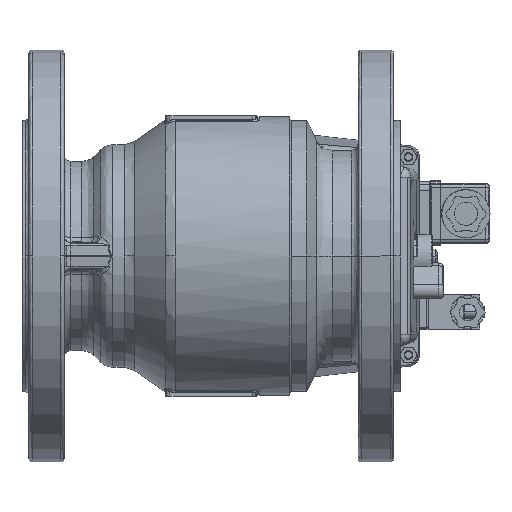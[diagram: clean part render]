
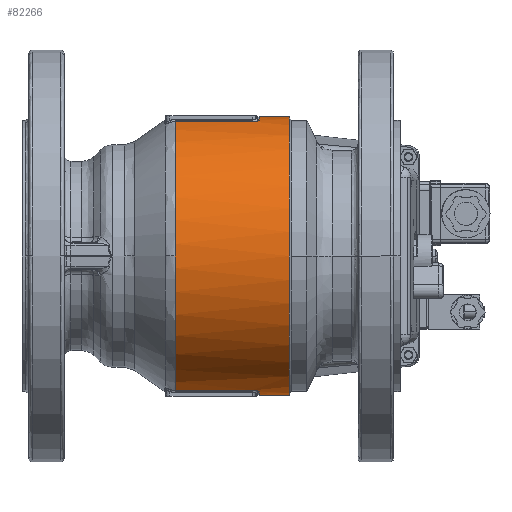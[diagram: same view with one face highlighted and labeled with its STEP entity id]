
A CAD part, front view. The second image highlights one B-rep face of the part: STEP entity #82266.
In plain terms, the highlighted cylindrical face has radius 62.5 mm (diameter 125 mm), a partial arc.
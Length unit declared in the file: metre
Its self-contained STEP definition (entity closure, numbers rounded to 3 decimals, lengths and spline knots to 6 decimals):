
#2124 = EDGE_CURVE ( 'NONE', #68782, #80427, #39999, .T. ) ;
#6168 = CARTESIAN_POINT ( 'NONE',  ( 0.00009, -0.02661, 0.247881 ) ) ;
#6292 = VERTEX_POINT ( 'NONE', #77969 ) ;
#6425 = ORIENTED_EDGE ( 'NONE', *, *, #81891, .T. ) ;
#8755 = CARTESIAN_POINT ( 'NONE',  ( -0.03532, -0.010473, 0.1875 ) ) ;
#10197 = CARTESIAN_POINT ( 'NONE',  ( 0.00223, -0.024513, 0.126596 ) ) ;
#11313 = ORIENTED_EDGE ( 'NONE', *, *, #29637, .T. ) ;
#11976 = AXIS2_PLACEMENT_3D ( 'NONE', #30721, #62048, #67779 ) ;
#12339 = CARTESIAN_POINT ( 'NONE',  ( 0.000556, -0.026444, 0.247925 ) ) ;
#13560 = DIRECTION ( 'NONE',  ( -1., 0., 0. ) ) ;
#13636 = CARTESIAN_POINT ( 'NONE',  ( 0.000821, -0.026309, 0.247961 ) ) ;
#14331 = ORIENTED_EDGE ( 'NONE', *, *, #53804, .T. ) ;
#14596 = CARTESIAN_POINT ( 'NONE',  ( -0.000694, -0.026713, 0.247853 ) ) ;
#15516 = VECTOR ( 'NONE', #13560, 1. ) ;
#16625 = DIRECTION ( 'NONE',  ( 1., 0., 0. ) ) ;
#16767 = CARTESIAN_POINT ( 'NONE',  ( 0.001716, -0.025556, 0.126847 ) ) ;
#17071 = EDGE_CURVE ( 'NONE', #45381, #29170, #86626, .T. ) ;
#17181 = CARTESIAN_POINT ( 'NONE',  ( 0.002306, -0.023761, 0.126429 ) ) ;
#17323 = ORIENTED_EDGE ( 'NONE', *, *, #64484, .T. ) ;
#18041 = CARTESIAN_POINT ( 'NONE',  ( -0.000498, -0.026708, 0.127146 ) ) ;
#18042 = DIRECTION ( 'NONE',  ( 1., 0., 0. ) ) ;
#19025 = CARTESIAN_POINT ( 'NONE',  ( 0.01594, -0.010473, 0.25 ) ) ;
#19756 = CARTESIAN_POINT ( 'NONE',  ( -0.000005, -0.026634, 0.247875 ) ) ;
#20154 = EDGE_CURVE ( 'NONE', #6292, #80300, #49844, .T. ) ;
#21129 = CARTESIAN_POINT ( 'NONE',  ( 0.002306, -0.010473, 0.125 ) ) ;
#23284 = CARTESIAN_POINT ( 'NONE',  ( 0.000654, -0.026401, 0.127064 ) ) ;
#23715 = CARTESIAN_POINT ( 'NONE',  ( 0.001154, -0.026093, 0.126983 ) ) ;
#24125 = CARTESIAN_POINT ( 'NONE',  ( 0.002, -0.02506, 0.248275 ) ) ;
#25415 = LINE ( 'NONE', #57815, #41919 ) ;
#27349 = CARTESIAN_POINT ( 'NONE',  ( -0.009257, -0.026713, 0.127147 ) ) ;
#27380 = AXIS2_PLACEMENT_3D ( 'NONE', #31794, #31356, #32236 ) ;
#28610 = AXIS2_PLACEMENT_3D ( 'NONE', #39184, #79483, #47045 ) ;
#29085 = DIRECTION ( 'NONE',  ( 1., 0., 0. ) ) ;
#29170 = VERTEX_POINT ( 'NONE', #31088 ) ;
#29637 = EDGE_CURVE ( 'NONE', #80300, #71126, #25415, .T. ) ;
#30721 = CARTESIAN_POINT ( 'NONE',  ( 0.002306, -0.010473, 0.1875 ) ) ;
#31088 = CARTESIAN_POINT ( 'NONE',  ( 0.002306, -0.010473, 0.25 ) ) ;
#31356 = DIRECTION ( 'NONE',  ( -1., 0., 0. ) ) ;
#31794 = CARTESIAN_POINT ( 'NONE',  ( -0.009257, -0.010473, 0.1875 ) ) ;
#32184 = EDGE_CURVE ( 'NONE', #75455, #68782, #60606, .T. ) ;
#32236 = DIRECTION ( 'NONE',  ( 0., 0., 1. ) ) ;
#32848 = CARTESIAN_POINT ( 'NONE',  ( 0.000279, -0.026553, 0.247896 ) ) ;
#35247 = DIRECTION ( 'NONE',  ( 0., 0., 1. ) ) ;
#36849 = CARTESIAN_POINT ( 'NONE',  ( -0.0003, -0.026688, 0.12714 ) ) ;
#37256 = CARTESIAN_POINT ( 'NONE',  ( 0.002229, -0.024515, 0.248404 ) ) ;
#38136 = CARTESIAN_POINT ( 'NONE',  ( 0.000092, -0.026613, 0.12712 ) ) ;
#38488 = CARTESIAN_POINT ( 'NONE',  ( -0.000694, -0.026713, 0.127147 ) ) ;
#38986 = CARTESIAN_POINT ( 'NONE',  ( -0.000497, -0.026713, 0.247853 ) ) ;
#39178 = CARTESIAN_POINT ( 'NONE',  ( 0.01594, -0.010473, 0.125 ) ) ;
#39184 = CARTESIAN_POINT ( 'NONE',  ( 0.01594, -0.010473, 0.1875 ) ) ;
#39792 = ORIENTED_EDGE ( 'NONE', *, *, #57290, .T. ) ;
#39999 = B_SPLINE_CURVE_WITH_KNOTS ( 'NONE', 3,
 ( #63113, #77991, #18041, #36849, #56549, #38136, #83274, #23284, #49991, #23715, #76700, #16767, #43426, #10197, #77137, #17181 ),
 .UNSPECIFIED., .F., .F.,
 ( 4, 2, 2, 2, 2, 2, 2, 4 ),
 ( 0., 0.0625, 0.125, 0.25, 0.375, 0.5, 0.75, 1. ),
 .UNSPECIFIED. ) ;
#41555 = DIRECTION ( 'NONE',  ( 0., 0., 1. ) ) ;
#41745 = EDGE_CURVE ( 'NONE', #67392, #45381, #66362, .T. ) ;
#41919 = VECTOR ( 'NONE', #84520, 1. ) ;
#43426 = CARTESIAN_POINT ( 'NONE',  ( 0.001928, -0.025237, 0.126768 ) ) ;
#45381 = VERTEX_POINT ( 'NONE', #19025 ) ;
#45997 = CARTESIAN_POINT ( 'NONE',  ( 0.001695, -0.025549, 0.248155 ) ) ;
#47045 = DIRECTION ( 'NONE',  ( 0., 0., 1. ) ) ;
#47955 = DIRECTION ( 'NONE',  ( 1., 0., 0. ) ) ;
#49844 = B_SPLINE_CURVE_WITH_KNOTS ( 'NONE', 3,
 ( #63958, #77119, #37256, #24125, #77537, #45997, #79286, #73549, #85404, #65260, #13636, #52989, #12339, #66133, #32848, #6168, #19756, #86268, #38986, #80143 ),
 .UNSPECIFIED., .F., .F.,
 ( 4, 2, 2, 2, 2, 2, 2, 2, 2, 4 ),
 ( 0., 0.25, 0.375, 0.5, 0.625, 0.6875, 0.75, 0.8125, 0.875, 1. ),
 .UNSPECIFIED. ) ;
#49991 = CARTESIAN_POINT ( 'NONE',  ( 0.000829, -0.026309, 0.127039 ) ) ;
#51266 = LINE ( 'NONE', #77138, #57915 ) ;
#52659 = CIRCLE ( 'NONE', #61108, 0.0625 ) ;
#52989 = CARTESIAN_POINT ( 'NONE',  ( 0.000647, -0.026401, 0.247937 ) ) ;
#53246 = ORIENTED_EDGE ( 'NONE', *, *, #17071, .T. ) ;
#53804 = EDGE_CURVE ( 'NONE', #79355, #67392, #51266, .T. ) ;
#55308 = CIRCLE ( 'NONE', #11976, 0.0625 ) ;
#56549 = CARTESIAN_POINT ( 'NONE',  ( -0.0002, -0.026673, 0.127136 ) ) ;
#56808 = ORIENTED_EDGE ( 'NONE', *, *, #32184, .T. ) ;
#56963 = CARTESIAN_POINT ( 'NONE',  ( 0.002306, -0.023761, 0.126429 ) ) ;
#57290 = EDGE_CURVE ( 'NONE', #71126, #75455, #52659, .T. ) ;
#57645 = FACE_OUTER_BOUND ( 'NONE', #71993, .T. ) ;
#57815 = CARTESIAN_POINT ( 'NONE',  ( -0.009257, -0.026713, 0.247853 ) ) ;
#57915 = VECTOR ( 'NONE', #18042, 1. ) ;
#58504 = CYLINDRICAL_SURFACE ( 'NONE', #27380, 0.0625 ) ;
#58965 = CARTESIAN_POINT ( 'NONE',  ( -0.03532, -0.026713, 0.247853 ) ) ;
#60606 = LINE ( 'NONE', #27349, #63148 ) ;
#61108 = AXIS2_PLACEMENT_3D ( 'NONE', #8755, #16625, #41555 ) ;
#62048 = DIRECTION ( 'NONE',  ( 1., 0., 0. ) ) ;
#63113 = CARTESIAN_POINT ( 'NONE',  ( -0.000694, -0.026713, 0.127147 ) ) ;
#63148 = VECTOR ( 'NONE', #29085, 1. ) ;
#63958 = CARTESIAN_POINT ( 'NONE',  ( 0.002306, -0.023761, 0.248571 ) ) ;
#64484 = EDGE_CURVE ( 'NONE', #80427, #79355, #83749, .T. ) ;
#65260 = CARTESIAN_POINT ( 'NONE',  ( 0.000905, -0.026259, 0.247974 ) ) ;
#65623 = AXIS2_PLACEMENT_3D ( 'NONE', #82536, #47955, #35247 ) ;
#66133 = CARTESIAN_POINT ( 'NONE',  ( 0.000372, -0.02652, 0.247905 ) ) ;
#66362 = CIRCLE ( 'NONE', #28610, 0.0625 ) ;
#67392 = VERTEX_POINT ( 'NONE', #39178 ) ;
#67779 = DIRECTION ( 'NONE',  ( 0., 0., 1. ) ) ;
#68782 = VERTEX_POINT ( 'NONE', #38488 ) ;
#69961 = ORIENTED_EDGE ( 'NONE', *, *, #20154, .T. ) ;
#71126 = VERTEX_POINT ( 'NONE', #58965 ) ;
#71993 = EDGE_LOOP ( 'NONE', ( #14331, #84082, #53246, #6425, #69961, #11313, #39792, #56808, #84693, #17323 ) ) ;
#72182 = CARTESIAN_POINT ( 'NONE',  ( -0.009257, -0.010473, 0.25 ) ) ;
#73015 = CARTESIAN_POINT ( 'NONE',  ( -0.03532, -0.026713, 0.127147 ) ) ;
#73549 = CARTESIAN_POINT ( 'NONE',  ( 0.001298, -0.025975, 0.248047 ) ) ;
#75455 = VERTEX_POINT ( 'NONE', #73015 ) ;
#76700 = CARTESIAN_POINT ( 'NONE',  ( 0.001306, -0.025968, 0.126951 ) ) ;
#77119 = CARTESIAN_POINT ( 'NONE',  ( 0.002306, -0.024141, 0.248489 ) ) ;
#77137 = CARTESIAN_POINT ( 'NONE',  ( 0.002306, -0.024142, 0.126512 ) ) ;
#77138 = CARTESIAN_POINT ( 'NONE',  ( -0.009257, -0.010473, 0.125 ) ) ;
#77537 = CARTESIAN_POINT ( 'NONE',  ( 0.001909, -0.02523, 0.248233 ) ) ;
#77969 = CARTESIAN_POINT ( 'NONE',  ( 0.002306, -0.023761, 0.248571 ) ) ;
#77991 = CARTESIAN_POINT ( 'NONE',  ( -0.000596, -0.026713, 0.127147 ) ) ;
#79286 = CARTESIAN_POINT ( 'NONE',  ( 0.001574, -0.025697, 0.248118 ) ) ;
#79355 = VERTEX_POINT ( 'NONE', #21129 ) ;
#79483 = DIRECTION ( 'NONE',  ( -1., 0., 0. ) ) ;
#80143 = CARTESIAN_POINT ( 'NONE',  ( -0.000694, -0.026713, 0.247853 ) ) ;
#80300 = VERTEX_POINT ( 'NONE', #14596 ) ;
#80427 = VERTEX_POINT ( 'NONE', #56963 ) ;
#81891 = EDGE_CURVE ( 'NONE', #29170, #6292, #55308, .T. ) ;
#82266 = ADVANCED_FACE ( 'NONE', ( #57645 ), #58504, .T. ) ;
#82536 = CARTESIAN_POINT ( 'NONE',  ( 0.002306, -0.010473, 0.1875 ) ) ;
#83274 = CARTESIAN_POINT ( 'NONE',  ( 0.00028, -0.026556, 0.127105 ) ) ;
#83749 = CIRCLE ( 'NONE', #65623, 0.0625 ) ;
#84082 = ORIENTED_EDGE ( 'NONE', *, *, #41745, .T. ) ;
#84520 = DIRECTION ( 'NONE',  ( -1., 0., 0. ) ) ;
#84693 = ORIENTED_EDGE ( 'NONE', *, *, #2124, .T. ) ;
#85404 = CARTESIAN_POINT ( 'NONE',  ( 0.001148, -0.026098, 0.248016 ) ) ;
#86268 = CARTESIAN_POINT ( 'NONE',  ( -0.0003, -0.026694, 0.247859 ) ) ;
#86626 = LINE ( 'NONE', #72182, #15516 ) ;
